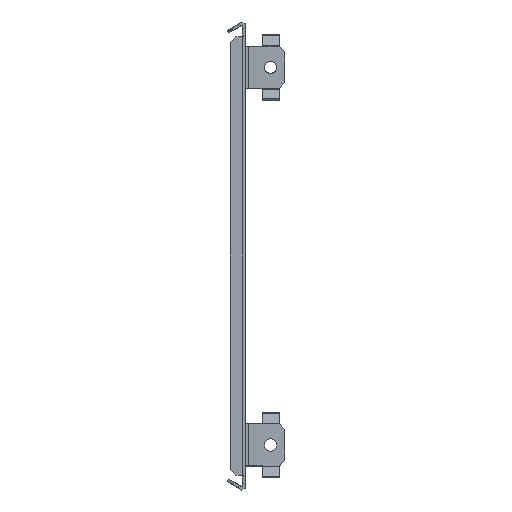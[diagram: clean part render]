
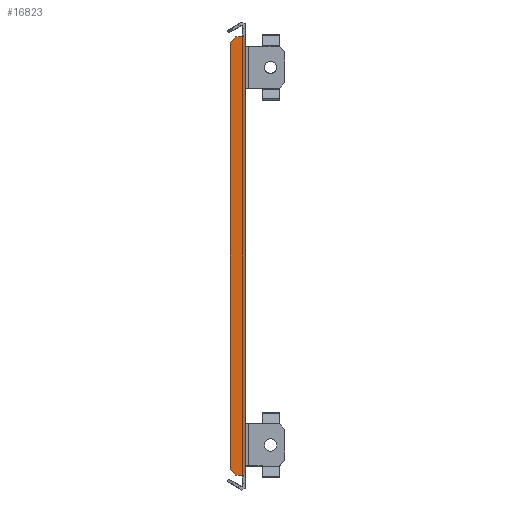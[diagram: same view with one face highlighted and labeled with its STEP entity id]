
A CAD part, front view. The second image highlights one B-rep face of the part: STEP entity #16823.
In plain terms, the highlighted planar face has unit normal (0, -1, 0).
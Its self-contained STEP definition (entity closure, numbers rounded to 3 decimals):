
#446 = VECTOR ( 'NONE', #6799, 1000. ) ;
#1046 = LINE ( 'NONE', #10284, #15731 ) ;
#1331 = DIRECTION ( 'NONE',  ( 0., 0., -1. ) ) ;
#1434 = VECTOR ( 'NONE', #1331, 1000. ) ;
#1760 = DIRECTION ( 'NONE',  ( -1., 0., 0. ) ) ;
#2467 = LINE ( 'NONE', #9785, #17888 ) ;
#2653 = DIRECTION ( 'NONE',  ( 1., 0., 0. ) ) ;
#2717 = EDGE_CURVE ( 'NONE', #8011, #8744, #19303, .T. ) ;
#3167 = VERTEX_POINT ( 'NONE', #15890 ) ;
#3991 = VECTOR ( 'NONE', #2653, 1000. ) ;
#4270 = AXIS2_PLACEMENT_3D ( 'NONE', #19250, #17556, #8440 ) ;
#5117 = LINE ( 'NONE', #18185, #8745 ) ;
#5144 = CARTESIAN_POINT ( 'NONE',  ( 0., -353., 0. ) ) ;
#5940 = CARTESIAN_POINT ( 'NONE',  ( -8., -353., -112.897 ) ) ;
#6103 = EDGE_CURVE ( 'NONE', #8481, #14999, #8046, .T. ) ;
#6731 = VERTEX_POINT ( 'NONE', #19029 ) ;
#6799 = DIRECTION ( 'NONE',  ( 0.707, 0., -0.707 ) ) ;
#6937 = LINE ( 'NONE', #5144, #11616 ) ;
#7301 = ORIENTED_EDGE ( 'NONE', *, *, #18016, .T. ) ;
#8011 = VERTEX_POINT ( 'NONE', #5940 ) ;
#8046 = LINE ( 'NONE', #15345, #3991 ) ;
#8353 = DIRECTION ( 'NONE',  ( 1., 0., 0. ) ) ;
#8440 = DIRECTION ( 'NONE',  ( -1., 0., 0. ) ) ;
#8481 = VERTEX_POINT ( 'NONE', #17035 ) ;
#8649 = CARTESIAN_POINT ( 'NONE',  ( -5., -353., -115.897 ) ) ;
#8658 = EDGE_CURVE ( 'NONE', #6731, #8011, #21245, .T. ) ;
#8744 = VERTEX_POINT ( 'NONE', #8649 ) ;
#8745 = VECTOR ( 'NONE', #1760, 1000. ) ;
#9785 = CARTESIAN_POINT ( 'NONE',  ( 0., -353., -115.897 ) ) ;
#9842 = ORIENTED_EDGE ( 'NONE', *, *, #16406, .T. ) ;
#10062 = ORIENTED_EDGE ( 'NONE', *, *, #6103, .F. ) ;
#10257 = FACE_OUTER_BOUND ( 'NONE', #18989, .T. ) ;
#10284 = CARTESIAN_POINT ( 'NONE',  ( -2.5, -353., -115.897 ) ) ;
#10297 = EDGE_CURVE ( 'NONE', #18140, #14999, #6937, .T. ) ;
#10794 = VERTEX_POINT ( 'NONE', #15376 ) ;
#11616 = VECTOR ( 'NONE', #16179, 1000. ) ;
#13281 = EDGE_CURVE ( 'NONE', #8744, #3167, #2467, .T. ) ;
#13545 = ORIENTED_EDGE ( 'NONE', *, *, #2717, .T. ) ;
#14999 = VERTEX_POINT ( 'NONE', #22282 ) ;
#15272 = DIRECTION ( 'NONE',  ( 1., 0., 0. ) ) ;
#15345 = CARTESIAN_POINT ( 'NONE',  ( 0., -353., 115.897 ) ) ;
#15376 = CARTESIAN_POINT ( 'NONE',  ( -5., -353., 115.897 ) ) ;
#15731 = VECTOR ( 'NONE', #8353, 1000. ) ;
#15890 = CARTESIAN_POINT ( 'NONE',  ( -2.5, -353., -115.897 ) ) ;
#16179 = DIRECTION ( 'NONE',  ( 0., 0., 1. ) ) ;
#16406 = EDGE_CURVE ( 'NONE', #3167, #18140, #1046, .T. ) ;
#16823 = ADVANCED_FACE ( 'NONE', ( #10257 ), #21038, .F. ) ;
#17035 = CARTESIAN_POINT ( 'NONE',  ( -2.5, -353., 115.897 ) ) ;
#17449 = CARTESIAN_POINT ( 'NONE',  ( -60.448, -353., 60.448 ) ) ;
#17556 = DIRECTION ( 'NONE',  ( 0., 1., 0. ) ) ;
#17668 = EDGE_CURVE ( 'NONE', #8481, #10794, #5117, .T. ) ;
#17888 = VECTOR ( 'NONE', #15272, 1000. ) ;
#18016 = EDGE_CURVE ( 'NONE', #10794, #6731, #23081, .T. ) ;
#18140 = VERTEX_POINT ( 'NONE', #21973 ) ;
#18185 = CARTESIAN_POINT ( 'NONE',  ( 0., -353., 115.897 ) ) ;
#18989 = EDGE_LOOP ( 'NONE', ( #23486, #9842, #22011, #10062, #21521, #7301, #23508, #13545 ) ) ;
#19029 = CARTESIAN_POINT ( 'NONE',  ( -8., -353., 112.897 ) ) ;
#19250 = CARTESIAN_POINT ( 'NONE',  ( 0., -353., 0. ) ) ;
#19303 = LINE ( 'NONE', #19768, #446 ) ;
#19768 = CARTESIAN_POINT ( 'NONE',  ( -60.448, -353., -60.448 ) ) ;
#21038 = PLANE ( 'NONE',  #4270 ) ;
#21245 = LINE ( 'NONE', #23156, #1434 ) ;
#21396 = DIRECTION ( 'NONE',  ( -0.707, 0., -0.707 ) ) ;
#21521 = ORIENTED_EDGE ( 'NONE', *, *, #17668, .T. ) ;
#21973 = CARTESIAN_POINT ( 'NONE',  ( 0., -353., -115.897 ) ) ;
#22011 = ORIENTED_EDGE ( 'NONE', *, *, #10297, .T. ) ;
#22282 = CARTESIAN_POINT ( 'NONE',  ( 0., -353., 115.897 ) ) ;
#23081 = LINE ( 'NONE', #17449, #23301 ) ;
#23156 = CARTESIAN_POINT ( 'NONE',  ( -8., -353., 0. ) ) ;
#23301 = VECTOR ( 'NONE', #21396, 1000. ) ;
#23486 = ORIENTED_EDGE ( 'NONE', *, *, #13281, .T. ) ;
#23508 = ORIENTED_EDGE ( 'NONE', *, *, #8658, .T. ) ;
